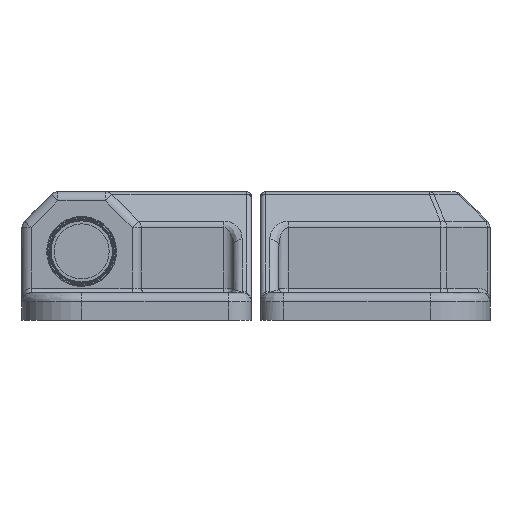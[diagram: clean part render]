
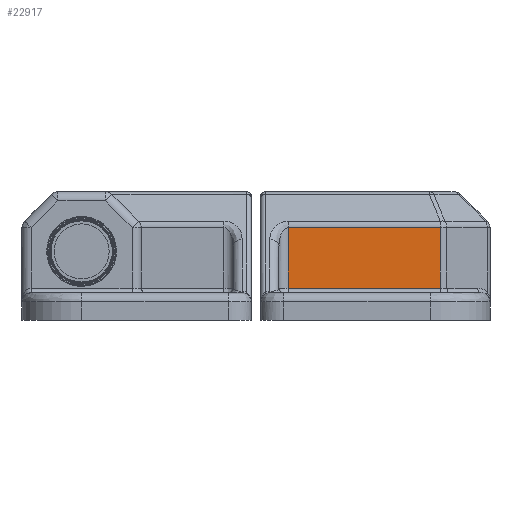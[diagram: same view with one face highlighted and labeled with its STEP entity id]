
A CAD part, left-side view. The second image highlights one B-rep face of the part: STEP entity #22917.
In plain terms, the highlighted face is planar.
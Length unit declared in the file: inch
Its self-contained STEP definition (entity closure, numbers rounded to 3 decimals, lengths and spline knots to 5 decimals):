
#136 = VECTOR ( 'NONE', #11578, 39.37008 ) ;
#437 = DIRECTION ( 'NONE',  ( 0., 0., -1. ) ) ;
#963 = FACE_OUTER_BOUND ( 'NONE', #14045, .T. ) ;
#1427 = CARTESIAN_POINT ( 'NONE',  ( 3.07087, 0.11811, 0.1378 ) ) ;
#1786 = EDGE_CURVE ( 'NONE', #15546, #10954, #17263, .T. ) ;
#2670 = CARTESIAN_POINT ( 'NONE',  ( 3.07087, 0.77109, -1.14783 ) ) ;
#2914 = DIRECTION ( 'NONE',  ( 0., 0., -1. ) ) ;
#3932 = VECTOR ( 'NONE', #2914, 39.37008 ) ;
#5806 = VERTEX_POINT ( 'NONE', #15266 ) ;
#6465 = EDGE_CURVE ( 'NONE', #10954, #5806, #8894, .T. ) ;
#6912 = DIRECTION ( 'NONE',  ( -1., 0., 0. ) ) ;
#7616 = EDGE_CURVE ( 'NONE', #15546, #20981, #9454, .T. ) ;
#8606 = ORIENTED_EDGE ( 'NONE', *, *, #6465, .F. ) ;
#8894 = LINE ( 'NONE', #2670, #3932 ) ;
#9451 = CARTESIAN_POINT ( 'NONE',  ( 3.07087, 0.7874, -1.14783 ) ) ;
#9454 = LINE ( 'NONE', #11539, #16473 ) ;
#10047 = DIRECTION ( 'NONE',  ( 0., 1., 0. ) ) ;
#10775 = DIRECTION ( 'NONE',  ( 0., 0., 1. ) ) ;
#10954 = VERTEX_POINT ( 'NONE', #18449 ) ;
#11539 = CARTESIAN_POINT ( 'NONE',  ( 3.07087, 0.11811, -1.14783 ) ) ;
#11578 = DIRECTION ( 'NONE',  ( 0., -1., 0. ) ) ;
#13511 = CARTESIAN_POINT ( 'NONE',  ( 3.07087, 0.7874, 0.1378 ) ) ;
#13568 = ORIENTED_EDGE ( 'NONE', *, *, #7616, .T. ) ;
#13615 = CARTESIAN_POINT ( 'NONE',  ( 3.07087, 0.7874, 0.39708 ) ) ;
#14045 = EDGE_LOOP ( 'NONE', ( #19195, #8606, #24152, #13568 ) ) ;
#14595 = PLANE ( 'NONE',  #22305 ) ;
#15266 = CARTESIAN_POINT ( 'NONE',  ( 3.07087, 0.77109, 0.1378 ) ) ;
#15546 = VERTEX_POINT ( 'NONE', #19857 ) ;
#16473 = VECTOR ( 'NONE', #437, 39.37008 ) ;
#17263 = LINE ( 'NONE', #13615, #21396 ) ;
#17361 = LINE ( 'NONE', #13511, #136 ) ;
#18449 = CARTESIAN_POINT ( 'NONE',  ( 3.07087, 0.77109, 0.39708 ) ) ;
#19195 = ORIENTED_EDGE ( 'NONE', *, *, #21785, .F. ) ;
#19857 = CARTESIAN_POINT ( 'NONE',  ( 3.07087, 0.11811, 0.39708 ) ) ;
#20981 = VERTEX_POINT ( 'NONE', #1427 ) ;
#21396 = VECTOR ( 'NONE', #10047, 39.37008 ) ;
#21785 = EDGE_CURVE ( 'NONE', #5806, #20981, #17361, .T. ) ;
#22305 = AXIS2_PLACEMENT_3D ( 'NONE', #9451, #6912, #10775 ) ;
#22917 = ADVANCED_FACE ( 'NONE', ( #963 ), #14595, .F. ) ;
#24152 = ORIENTED_EDGE ( 'NONE', *, *, #1786, .F. ) ;
